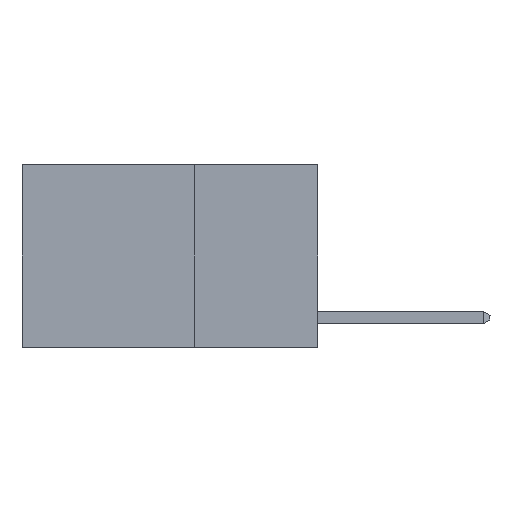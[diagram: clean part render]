
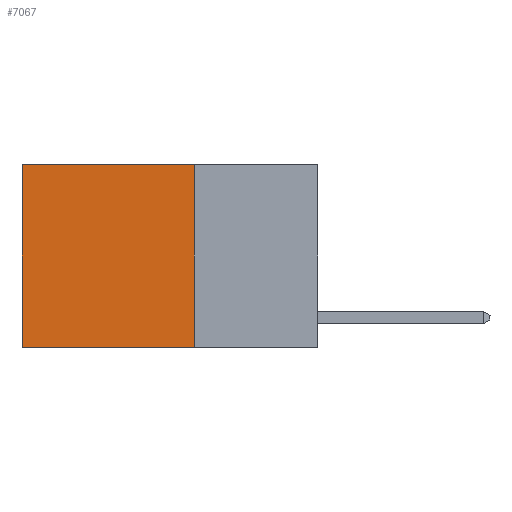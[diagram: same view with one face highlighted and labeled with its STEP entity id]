
A CAD part, left-side view. The second image highlights one B-rep face of the part: STEP entity #7067.
In plain terms, the highlighted planar face has unit normal (-1, 0, 0).
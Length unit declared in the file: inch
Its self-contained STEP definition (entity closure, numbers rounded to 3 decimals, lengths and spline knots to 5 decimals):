
#1223 = EDGE_CURVE ( 'NONE', #16939, #1573, #18918, .T. ) ;
#1573 = VERTEX_POINT ( 'NONE', #12266 ) ;
#2288 = CARTESIAN_POINT ( 'NONE',  ( 0.2625, 0.25, 0. ) ) ;
#2973 = PLANE ( 'NONE',  #3945 ) ;
#3331 = CARTESIAN_POINT ( 'NONE',  ( 0.2625, 0.25, 0. ) ) ;
#3456 = CARTESIAN_POINT ( 'NONE',  ( 0.2625, 0.6, 0. ) ) ;
#3945 = AXIS2_PLACEMENT_3D ( 'NONE', #13362, #20691, #17677 ) ;
#5193 = VERTEX_POINT ( 'NONE', #7653 ) ;
#5332 = CARTESIAN_POINT ( 'NONE',  ( 0.2625, 0.25, 0. ) ) ;
#6653 = ORIENTED_EDGE ( 'NONE', *, *, #11212, .F. ) ;
#7067 = ADVANCED_FACE ( 'NONE', ( #19369 ), #2973, .F. ) ;
#7653 = CARTESIAN_POINT ( 'NONE',  ( 0.2625, 0.25, -0.37 ) ) ;
#9651 = DIRECTION ( 'NONE',  ( 0., 0., -1. ) ) ;
#10606 = DIRECTION ( 'NONE',  ( 0., 1., 0. ) ) ;
#10607 = CARTESIAN_POINT ( 'NONE',  ( 0.2625, 0.25, -0.37 ) ) ;
#10721 = DIRECTION ( 'NONE',  ( 0., 1., 0. ) ) ;
#11201 = ORIENTED_EDGE ( 'NONE', *, *, #1223, .T. ) ;
#11212 = EDGE_CURVE ( 'NONE', #5193, #1573, #19621, .T. ) ;
#11227 = VECTOR ( 'NONE', #10606, 39.37008 ) ;
#11479 = VERTEX_POINT ( 'NONE', #5332 ) ;
#11588 = DIRECTION ( 'NONE',  ( 0., 0., -1. ) ) ;
#12123 = VECTOR ( 'NONE', #11588, 39.37008 ) ;
#12266 = CARTESIAN_POINT ( 'NONE',  ( 0.2625, 0.6, -0.37 ) ) ;
#13362 = CARTESIAN_POINT ( 'NONE',  ( 0.2625, 0.25, 0. ) ) ;
#13552 = EDGE_LOOP ( 'NONE', ( #11201, #6653, #16022, #15520 ) ) ;
#15163 = CARTESIAN_POINT ( 'NONE',  ( 0.2625, 0.6, 0. ) ) ;
#15520 = ORIENTED_EDGE ( 'NONE', *, *, #15913, .T. ) ;
#15913 = EDGE_CURVE ( 'NONE', #11479, #16939, #19736, .T. ) ;
#16022 = ORIENTED_EDGE ( 'NONE', *, *, #19040, .F. ) ;
#16287 = VECTOR ( 'NONE', #10721, 39.37008 ) ;
#16336 = VECTOR ( 'NONE', #9651, 39.37008 ) ;
#16939 = VERTEX_POINT ( 'NONE', #3456 ) ;
#17677 = DIRECTION ( 'NONE',  ( 0., 0., -1. ) ) ;
#18918 = LINE ( 'NONE', #15163, #12123 ) ;
#19040 = EDGE_CURVE ( 'NONE', #11479, #5193, #22382, .T. ) ;
#19369 = FACE_OUTER_BOUND ( 'NONE', #13552, .T. ) ;
#19621 = LINE ( 'NONE', #10607, #16287 ) ;
#19736 = LINE ( 'NONE', #3331, #11227 ) ;
#20691 = DIRECTION ( 'NONE',  ( 1., 0., 0. ) ) ;
#22382 = LINE ( 'NONE', #2288, #16336 ) ;
